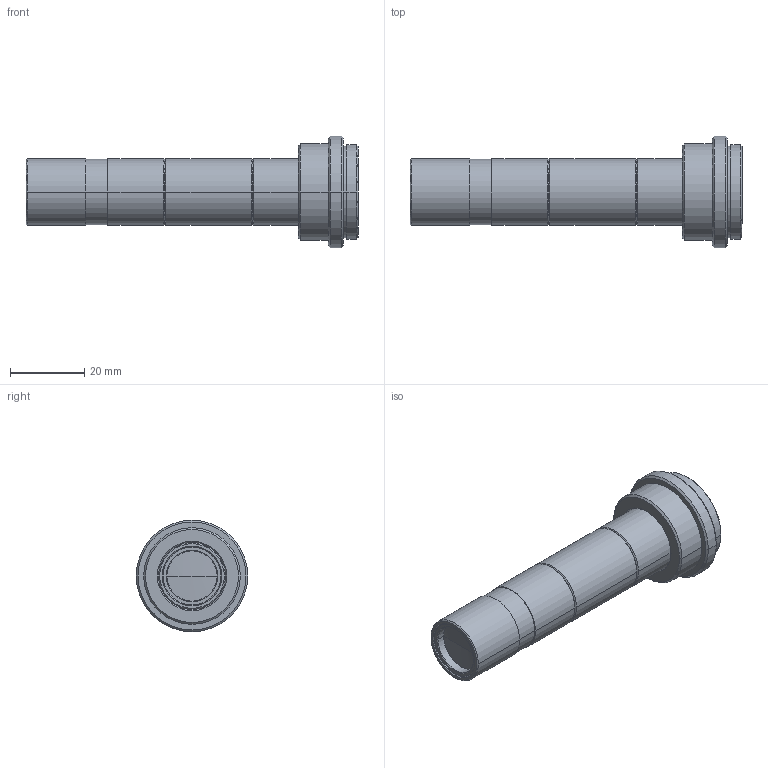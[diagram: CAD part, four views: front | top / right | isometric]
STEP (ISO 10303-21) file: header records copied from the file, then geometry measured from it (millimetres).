
FILE_DESCRIPTION (( 'STEP AP214' ), '1' );
FILE_NAME ('HR-2M-110 3D-Data.STEP', '2017-02-01T05:15:30', ( '' ), ( '' ), 'SwSTEP 2.0', 'SolidWorks 2016', '' );
FILE_SCHEMA (( 'AUTOMOTIVE_DESIGN' ));
Length unit declared in the file: millimetre
Products named in the file (2): HR-2M-110 3D-Data
Bounding box: 89.27 x 30 x 30 mm (x, y, z)
Volume: 25545.8 mm3; surface area: 7507.4 mm2
Topology: 1 solids, 1 shells, 71 faces, 140 edges, 81 vertices
Faces by surface type: cone 32, cylinder 26, plane 11, sphere 2
Entity records: 2650 total; most frequent: DIRECTION 368, CARTESIAN_POINT 294, ORIENTED_EDGE 280, AXIS2_PLACEMENT_3D 155, EDGE_CURVE 140, CIRCLE 82, VERTEX_POINT 81, EDGE_LOOP 81
